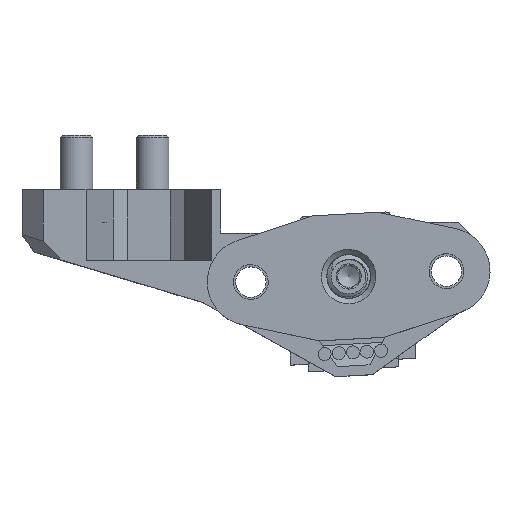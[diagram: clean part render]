
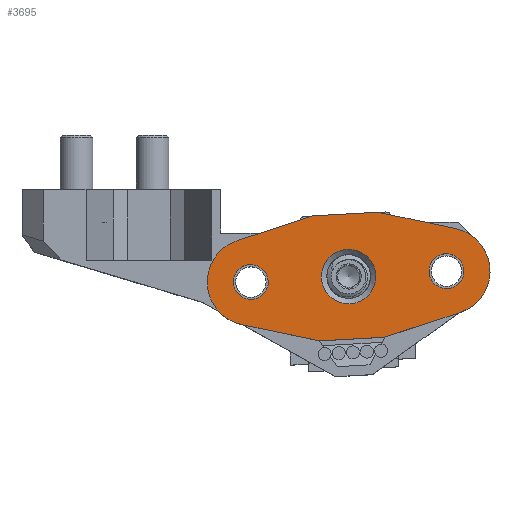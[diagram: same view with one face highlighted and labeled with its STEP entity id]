
A CAD part, top view. The second image highlights one B-rep face of the part: STEP entity #3695.
In plain terms, the highlighted planar face has unit normal (0, 0, 1).
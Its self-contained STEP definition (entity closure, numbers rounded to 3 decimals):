
#63=FACE_BOUND('',#570,.T.);
#64=FACE_BOUND('',#571,.T.);
#65=FACE_BOUND('',#572,.T.);
#118=PLANE('',#3972);
#352=FACE_OUTER_BOUND('',#569,.T.);
#569=EDGE_LOOP('',(#2635,#2636,#2637,#2638,#2639,#2640,#2641,#2642));
#570=EDGE_LOOP('',(#2643));
#571=EDGE_LOOP('',(#2644));
#572=EDGE_LOOP('',(#2645));
#789=CIRCLE('',#3964,2.5);
#796=CIRCLE('',#3973,4.);
#797=CIRCLE('',#3974,4.);
#798=CIRCLE('',#3975,1.6);
#799=CIRCLE('',#3976,1.6);
#944=LINE('',#8989,#1282);
#945=LINE('',#8991,#1283);
#946=LINE('',#8995,#1284);
#947=LINE('',#8997,#1285);
#948=LINE('',#8999,#1286);
#949=LINE('',#9002,#1287);
#1282=VECTOR('',#4410,1000.);
#1283=VECTOR('',#4411,1000.);
#1284=VECTOR('',#4414,1000.);
#1285=VECTOR('',#4415,1000.);
#1286=VECTOR('',#4416,1000.);
#1287=VECTOR('',#4419,1000.);
#1657=VERTEX_POINT('',#8934);
#1670=VERTEX_POINT('',#8987);
#1671=VERTEX_POINT('',#8988);
#1672=VERTEX_POINT('',#8990);
#1673=VERTEX_POINT('',#8992);
#1674=VERTEX_POINT('',#8994);
#1675=VERTEX_POINT('',#8996);
#1676=VERTEX_POINT('',#8998);
#1677=VERTEX_POINT('',#9000);
#1678=VERTEX_POINT('',#9003);
#1679=VERTEX_POINT('',#9005);
#2039=EDGE_CURVE('',#1657,#1657,#789,.T.);
#2054=EDGE_CURVE('',#1670,#1671,#944,.T.);
#2055=EDGE_CURVE('',#1671,#1672,#945,.T.);
#2056=EDGE_CURVE('',#1672,#1673,#796,.T.);
#2057=EDGE_CURVE('',#1673,#1674,#946,.T.);
#2058=EDGE_CURVE('',#1674,#1675,#947,.T.);
#2059=EDGE_CURVE('',#1676,#1675,#948,.T.);
#2060=EDGE_CURVE('',#1676,#1677,#797,.T.);
#2061=EDGE_CURVE('',#1670,#1677,#949,.T.);
#2062=EDGE_CURVE('',#1678,#1678,#798,.T.);
#2063=EDGE_CURVE('',#1679,#1679,#799,.T.);
#2635=ORIENTED_EDGE('',*,*,#2054,.T.);
#2636=ORIENTED_EDGE('',*,*,#2055,.T.);
#2637=ORIENTED_EDGE('',*,*,#2056,.T.);
#2638=ORIENTED_EDGE('',*,*,#2057,.T.);
#2639=ORIENTED_EDGE('',*,*,#2058,.T.);
#2640=ORIENTED_EDGE('',*,*,#2059,.F.);
#2641=ORIENTED_EDGE('',*,*,#2060,.T.);
#2642=ORIENTED_EDGE('',*,*,#2061,.F.);
#2643=ORIENTED_EDGE('',*,*,#2062,.T.);
#2644=ORIENTED_EDGE('',*,*,#2063,.T.);
#2645=ORIENTED_EDGE('',*,*,#2039,.T.);
#3695=ADVANCED_FACE('',(#352,#63,#64,#65),#118,.T.);
#3964=AXIS2_PLACEMENT_3D('',#8936,#4386,#4387);
#3972=AXIS2_PLACEMENT_3D('',#8986,#4408,#4409);
#3973=AXIS2_PLACEMENT_3D('',#8993,#4412,#4413);
#3974=AXIS2_PLACEMENT_3D('',#9001,#4417,#4418);
#3975=AXIS2_PLACEMENT_3D('',#9004,#4420,#4421);
#3976=AXIS2_PLACEMENT_3D('',#9006,#4422,#4423);
#4386=DIRECTION('center_axis',(0.,0.,-1.));
#4387=DIRECTION('ref_axis',(1.,0.,0.));
#4408=DIRECTION('center_axis',(0.,0.,1.));
#4409=DIRECTION('ref_axis',(1.,0.,0.));
#4410=DIRECTION('',(-1.,0.,0.));
#4411=DIRECTION('',(-0.966,-0.259,0.));
#4412=DIRECTION('center_axis',(0.,0.,1.));
#4413=DIRECTION('ref_axis',(-0.259,0.966,0.));
#4414=DIRECTION('',(0.966,-0.259,0.));
#4415=DIRECTION('',(1.,0.,0.));
#4416=DIRECTION('',(-0.966,-0.259,0.));
#4417=DIRECTION('center_axis',(0.,0.,1.));
#4418=DIRECTION('ref_axis',(0.259,-0.966,0.));
#4419=DIRECTION('',(0.966,-0.259,0.));
#4420=DIRECTION('center_axis',(0.,0.,-1.));
#4421=DIRECTION('ref_axis',(1.,0.,0.));
#4422=DIRECTION('center_axis',(0.,0.,-1.));
#4423=DIRECTION('ref_axis',(1.,0.,0.));
#8934=CARTESIAN_POINT('',(-2.5,0.,0.));
#8936=CARTESIAN_POINT('Origin',(0.,0.,0.));
#8986=CARTESIAN_POINT('Origin',(0.,0.,0.));
#8987=CARTESIAN_POINT('',(3.,5.75,0.));
#8988=CARTESIAN_POINT('',(-3.,5.75,0.));
#8989=CARTESIAN_POINT('',(0.,5.75,0.));
#8990=CARTESIAN_POINT('',(-10.036,3.864,0.));
#8991=CARTESIAN_POINT('',(-3.,5.75,0.));
#8992=CARTESIAN_POINT('',(-10.036,-3.864,0.));
#8993=CARTESIAN_POINT('Origin',(-9.,0.,0.));
#8994=CARTESIAN_POINT('',(-3.,-5.75,0.));
#8995=CARTESIAN_POINT('',(-10.036,-3.864,0.));
#8996=CARTESIAN_POINT('',(3.,-5.75,0.));
#8997=CARTESIAN_POINT('',(-3.,-5.75,0.));
#8998=CARTESIAN_POINT('',(10.036,-3.864,0.));
#8999=CARTESIAN_POINT('',(10.036,-3.864,0.));
#9000=CARTESIAN_POINT('',(10.036,3.864,0.));
#9001=CARTESIAN_POINT('Origin',(9.,0.,0.));
#9002=CARTESIAN_POINT('',(3.,5.75,0.));
#9003=CARTESIAN_POINT('',(-10.6,0.,0.));
#9004=CARTESIAN_POINT('Origin',(-9.,0.,0.));
#9005=CARTESIAN_POINT('',(7.4,0.,0.));
#9006=CARTESIAN_POINT('Origin',(9.,0.,0.));
